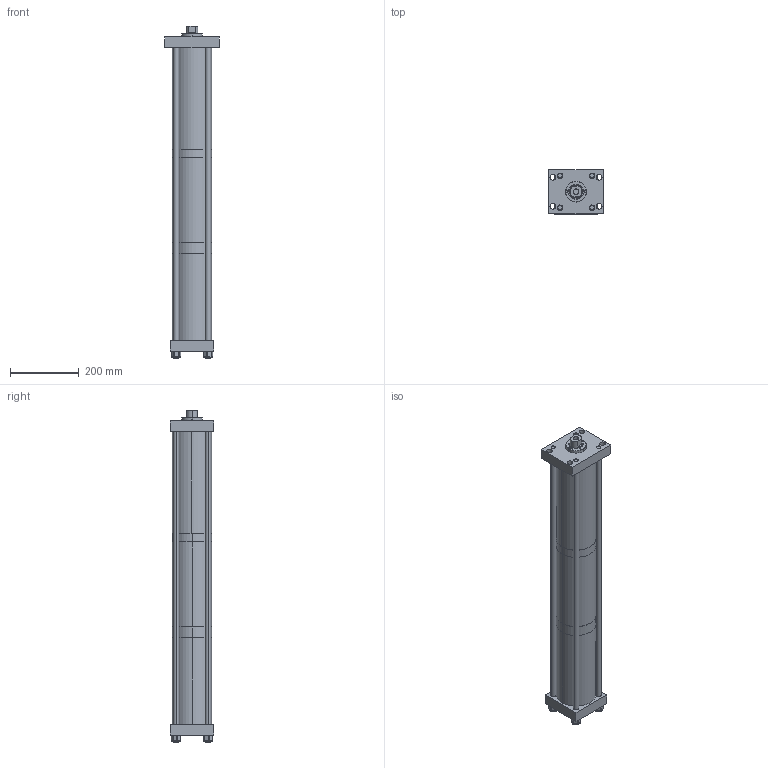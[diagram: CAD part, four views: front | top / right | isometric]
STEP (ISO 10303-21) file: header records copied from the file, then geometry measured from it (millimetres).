
FILE_DESCRIPTION (( 'STEP AP203' ), '1' );
FILE_NAME ('HPI-8-4.00-.50-FH-2020.STEP', '2020-04-20T12:31:22', ( '' ), ( '' ), 'SwSTEP 2.0', 'SolidWorks 2018', '' );
FILE_SCHEMA (( 'CONFIG_CONTROL_DESIGN' ));
Length unit declared in the file: inch
Products named in the file (13): NLN .625.STEP; E0813.STEP; E0864.STEP; EI0814_.50.STEP; HPI-8-4.00-.50-FH-2020; F0403.STEP; E0818_4.0-.50.STEP; EI0805_4.0-.50.STEP; HPI-8-4.00-.50-FH.STEP; E0401_Work Rod HPI-4-6-.50.STEP; G0810.STEP; E0811_4.0.STEP; E0804.STEP
Assembly tree (18 placements, depth 3):
  HPI-8-4.00-.50-FH-2020
    HPI-8-4.00-.50-FH.STEP
      E0804.STEP
      NLN .625.STEP  x4
      F0403.STEP
      G0810.STEP
      E0813.STEP
      EI0814_.50.STEP
      E0864.STEP
      E0811_4.0.STEP
      EI0805_4.0-.50.STEP
      E0818_4.0-.50.STEP  x4
      E0401_Work Rod HPI-4-6-.50.STEP
Bounding box: 158.75 x 127 x 966.8 mm (x, y, z)
Volume: 4415920.9 mm3; surface area: 1027425.7 mm2
Topology: 18 solids, 18 shells, 332 faces, 768 edges, 493 vertices
Faces by surface type: cylinder 170, plane 137, cone 21, bspline 4
Entity records: 9674 total; most frequent: CARTESIAN_POINT 2140, DIRECTION 1354, ORIENTED_EDGE 1152, EDGE_CURVE 576, AXIS2_PLACEMENT_3D 550, VERTEX_POINT 373, EDGE_LOOP 323, CIRCLE 284
